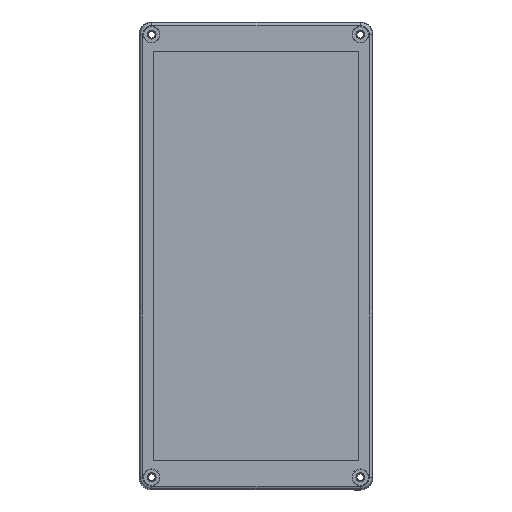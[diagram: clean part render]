
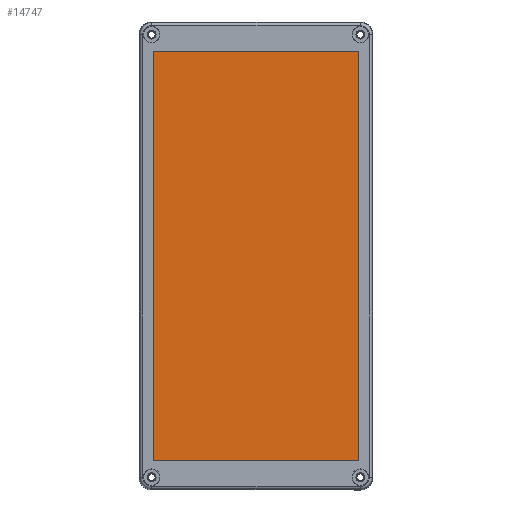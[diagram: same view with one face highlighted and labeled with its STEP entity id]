
A CAD part, top view. The second image highlights one B-rep face of the part: STEP entity #14747.
In plain terms, the highlighted planar face has unit normal (0, 0, 1).
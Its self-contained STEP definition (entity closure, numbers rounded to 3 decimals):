
#6566 = AXIS2_PLACEMENT_3D ( 'NONE', #6634, #6633, #6632 ) ;
#6567 = PLANE ( 'NONE',  #6566 ) ;
#6568 = FACE_OUTER_BOUND ( 'NONE', #14748, .T. ) ;
#6593 = DIRECTION ( 'NONE',  ( 0., 1., 0. ) ) ;
#6594 = VECTOR ( 'NONE', #6593, 1000. ) ;
#6595 = CARTESIAN_POINT ( 'NONE',  ( -1997.593, -960.967, 43.563 ) ) ;
#6596 = LINE ( 'NONE', #6595, #6594 ) ;
#6621 = CARTESIAN_POINT ( 'NONE',  ( -2102.993, -1170.467, 43.563 ) ) ;
#6622 = DIRECTION ( 'NONE',  ( 0., -1., 0. ) ) ;
#6623 = VECTOR ( 'NONE', #6622, 1000. ) ;
#6624 = CARTESIAN_POINT ( 'NONE',  ( -2102.993, -1170.467, 43.563 ) ) ;
#6625 = LINE ( 'NONE', #6624, #6623 ) ;
#6626 = CARTESIAN_POINT ( 'NONE',  ( -2102.993, -960.967, 43.563 ) ) ;
#6627 = CARTESIAN_POINT ( 'NONE',  ( -1997.593, -960.967, 43.563 ) ) ;
#6628 = DIRECTION ( 'NONE',  ( -1., 0., 0. ) ) ;
#6629 = VECTOR ( 'NONE', #6628, 1000. ) ;
#6630 = CARTESIAN_POINT ( 'NONE',  ( -2102.993, -960.967, 43.563 ) ) ;
#6631 = LINE ( 'NONE', #6630, #6629 ) ;
#6632 = DIRECTION ( 'NONE',  ( -1., 0., 0. ) ) ;
#6633 = DIRECTION ( 'NONE',  ( 0., 0., -1. ) ) ;
#6634 = CARTESIAN_POINT ( 'NONE',  ( -2050.293, -1065.717, 43.563 ) ) ;
#6672 = CARTESIAN_POINT ( 'NONE',  ( -1997.593, -1170.467, 43.563 ) ) ;
#6673 = DIRECTION ( 'NONE',  ( 1., 0., 0. ) ) ;
#6674 = VECTOR ( 'NONE', #6673, 1000. ) ;
#6675 = CARTESIAN_POINT ( 'NONE',  ( -1997.593, -1170.467, 43.563 ) ) ;
#6676 = LINE ( 'NONE', #6675, #6674 ) ;
#14732 = ORIENTED_EDGE ( 'NONE', *, *, #14733, .T. ) ;
#14733 = EDGE_CURVE ( 'NONE', #14805, #14751, #6596, .T. ) ;
#14747 = ADVANCED_FACE ( 'NONE', ( #6568 ), #6567, .F. ) ;
#14748 = EDGE_LOOP ( 'NONE', ( #14749, #14753, #14756, #14732 ) ) ;
#14749 = ORIENTED_EDGE ( 'NONE', *, *, #14750, .T. ) ;
#14750 = EDGE_CURVE ( 'NONE', #14751, #14752, #6631, .T. ) ;
#14751 = VERTEX_POINT ( 'NONE', #6627 ) ;
#14752 = VERTEX_POINT ( 'NONE', #6626 ) ;
#14753 = ORIENTED_EDGE ( 'NONE', *, *, #14754, .T. ) ;
#14754 = EDGE_CURVE ( 'NONE', #14752, #14755, #6625, .T. ) ;
#14755 = VERTEX_POINT ( 'NONE', #6621 ) ;
#14756 = ORIENTED_EDGE ( 'NONE', *, *, #14804, .T. ) ;
#14804 = EDGE_CURVE ( 'NONE', #14755, #14805, #6676, .T. ) ;
#14805 = VERTEX_POINT ( 'NONE', #6672 ) ;
